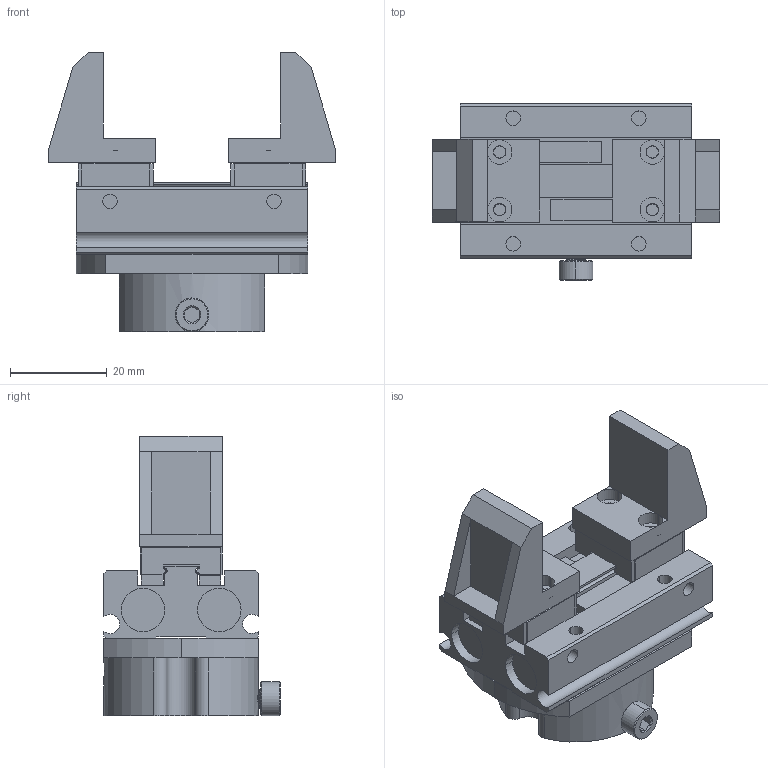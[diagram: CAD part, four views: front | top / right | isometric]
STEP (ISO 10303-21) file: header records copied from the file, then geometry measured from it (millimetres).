
FILE_DESCRIPTION (( 'STEP AP214' ), '1' );
FILE_NAME ('Link 6.STEP', '2024-01-09T19:00:31', ( '' ), ( '' ), 'SwSTEP 2.0', 'SolidWorks 2022', '' );
FILE_SCHEMA (( 'AUTOMOTIVE_DESIGN' ));
Length unit declared in the file: millimetre
Products named in the file (5): Gripper MHF2-8D1_As Machined; J6 Gripper Mount_As Machined; 91290A144_Alloy Steel Socket Head Screw_91290A144; Gripper Jaw; Link 6
Assembly tree (5 placements, depth 2):
  Link 6
    J6 Gripper Mount_As Machined
    Gripper MHF2-8D1_As Machined
    Gripper Jaw  x2
    91290A144_Alloy Steel Socket Head Screw_91290A144
Bounding box: 59.54 x 36.5 x 57.86 mm (x, y, z)
Volume: 42207.4 mm3; surface area: 20120.8 mm2
Topology: 7 solids, 7 shells, 423 faces, 1069 edges, 698 vertices
Faces by surface type: plane 224, cylinder 179, cone 15, bspline 3, torus 2
Entity records: 17327 total; most frequent: CARTESIAN_POINT 4212, DIRECTION 2082, ORIENTED_EDGE 2020, EDGE_CURVE 1010, AXIS2_PLACEMENT_3D 750, VERTEX_POINT 660, VECTOR 582, LINE 582
